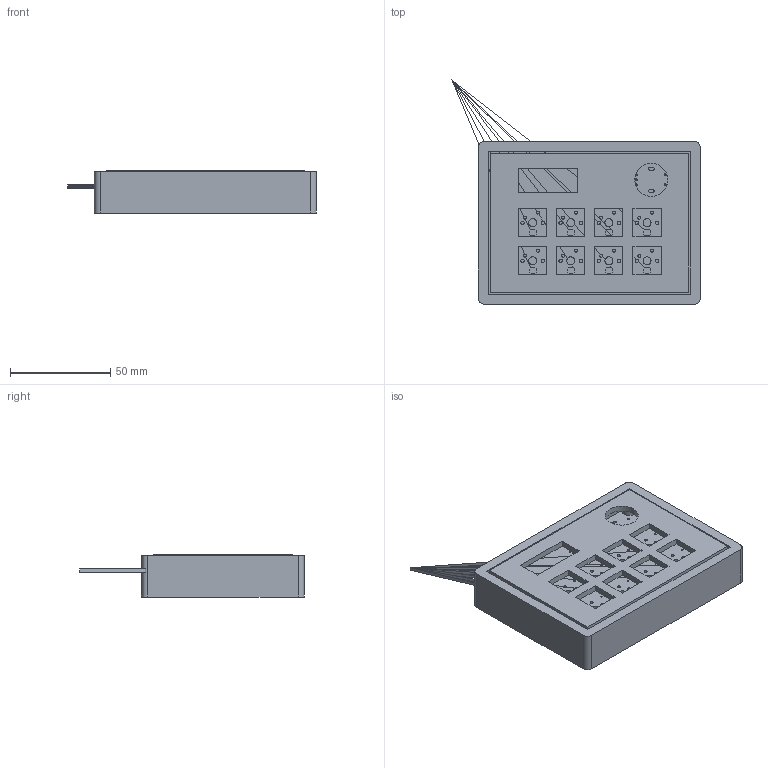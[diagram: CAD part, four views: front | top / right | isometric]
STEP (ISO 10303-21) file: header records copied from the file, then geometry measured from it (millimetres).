
FILE_DESCRIPTION(/* description */ (''),/* implementation_level */ '2;1');
FILE_NAME(/* name */ 'assembly.step',/* time_stamp */ '2026-01-12T17:51:48+02:00',/* author */ (''),/* organization */ (''),/* preprocessor_version */ 'ST-DEVELOPER v20.1',/* originating_system */ 'Autodesk Translation Framework v14.21.0.0',/* authorisation */ '');
FILE_SCHEMA (('AUTOMOTIVE_DESIGN { 1 0 10303 214 3 1 1 }'));
Length unit declared in the file: millimetre
Products named in the file (35): 2026-01-07-23-28-27-348; 2026-01-08-14-45-49-817; 2026-01-08-12-29-49-177; 2026-01-12-14-37-21-801; 2026-01-12-14-37-21-802; 2026-01-12-14-37-21-803; 2026-01-12-14-37-21-804; 2026-01-12-14-37-21-805; 2026-01-12-14-37-21-806; 2026-01-12-14-37-21-807; 2026-01-12-14-37-21-808; 2026-01-12-14-37-21-809; 2026-01-12-14-37-21-810; 2026-01-12-14-37-21-811; 2026-01-12-14-37-21-812; 2026-01-12-14-37-21-813; 2026-01-12-14-37-21-814; 2026-01-12-14-37-21-815; 2026-01-12-14-37-21-816; 2026-01-12-14-37-21-817; 2026-01-12-14-37-21-818; 2026-01-12-14-37-21-819; 2026-01-12-14-37-21-820; 2026-01-12-14-37-21-821; 2026-01-12-14-37-21-823; 2026-01-12-14-37-21-824; 2026-01-12-14-37-21-825; 2026-01-12-14-37-21-826; 2026-01-12-14-37-21-828; 2026-01-12-14-37-21-829; 2026-01-12-14-37-21-830; 2026-01-12-14-37-21-832; 2026-01-12-14-37-21-831; 2026-01-08-14-45-16-978; 2026-01-08-14-45-16-981
Assembly tree (35 placements, depth 5):
  2026-01-07-23-28-27-348
    2026-01-08-14-45-49-817
    2026-01-08-12-29-49-177
    2026-01-12-14-37-21-801
      2026-01-12-14-37-21-802
        2026-01-12-14-37-21-803
          2026-01-12-14-37-21-804
          2026-01-12-14-37-21-805
          2026-01-12-14-37-21-806
          2026-01-12-14-37-21-807
          2026-01-12-14-37-21-808
          2026-01-12-14-37-21-809
          2026-01-12-14-37-21-810
          2026-01-12-14-37-21-811
          2026-01-12-14-37-21-812
          2026-01-12-14-37-21-813
          2026-01-12-14-37-21-814
          2026-01-12-14-37-21-815
          2026-01-12-14-37-21-816
          2026-01-12-14-37-21-817
          2026-01-12-14-37-21-818
          2026-01-12-14-37-21-819
          2026-01-12-14-37-21-820
          2026-01-12-14-37-21-821
          2026-01-12-14-37-21-823
          2026-01-12-14-37-21-824
          2026-01-12-14-37-21-825
          2026-01-12-14-37-21-826
          2026-01-12-14-37-21-828
          2026-01-12-14-37-21-829
      2026-01-12-14-37-21-830
      2026-01-12-14-37-21-831  x2
      2026-01-12-14-37-21-832
    2026-01-08-14-45-16-978
      2026-01-08-14-45-16-981
Bounding box: 124.29 x 112.15 x 21 mm (x, y, z)
Volume: 73429.9 mm3; surface area: 60396.4 mm2
Topology: 33 solids, 35 shells, 1286 faces, 3471 edges, 2237 vertices
Faces by surface type: plane 934, cylinder 320, torus 14, cone 9, sphere 7, bspline 2
Full cylindrical faces by diameter (mm): 0.5 x3, 0.6 x2, 0.7 x4, 0.75 x14, 0.8 x17, 0.889 x13, 1 x8, 1.5 x14, 1.524 x6, 1.65 x1, 1.7 x12, 1.9 x1, 2 x2, 3.2 x11, 4 x4, 7.2 x7, 16.5 x1
Entity records: 41599 total; most frequent: CARTESIAN_POINT 7258, DIRECTION 6786, ORIENTED_EDGE 6760, EDGE_CURVE 3420, LINE 2716, VECTOR 2716, VERTEX_POINT 2205, AXIS2_PLACEMENT_3D 2035
